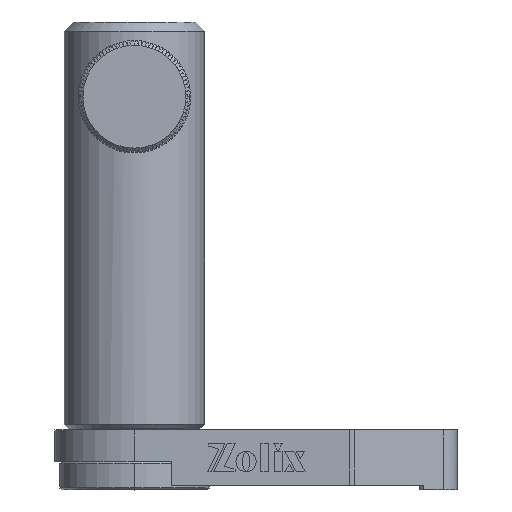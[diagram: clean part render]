
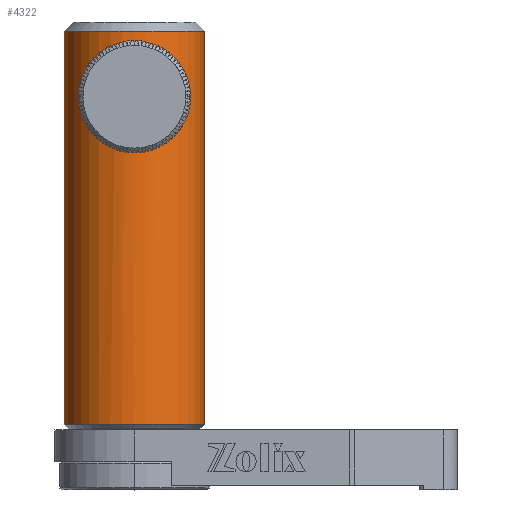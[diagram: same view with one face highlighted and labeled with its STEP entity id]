
A CAD part, top view. The second image highlights one B-rep face of the part: STEP entity #4322.
In plain terms, the highlighted cylindrical face has radius 7.5 mm (diameter 15 mm), a partial arc.
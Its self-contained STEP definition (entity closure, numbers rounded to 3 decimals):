
#577 = CARTESIAN_POINT ( 'NONE',  ( -0.552, 39.955, 7.484 ) ) ;
#614 = CARTESIAN_POINT ( 'NONE',  ( 0., 44.1, 7.5 ) ) ;
#657 = CARTESIAN_POINT ( 'NONE',  ( -1.054, 40.179, 7.426 ) ) ;
#790 = CARTESIAN_POINT ( 'NONE',  ( 0.68, 43.992, 7.47 ) ) ;
#809 = DIRECTION ( 'NONE',  ( 0., -1., 0. ) ) ;
#811 = CARTESIAN_POINT ( 'NONE',  ( -1.678, 43.291, 7.312 ) ) ;
#844 = DIRECTION ( 'NONE',  ( 0., -1., 0. ) ) ;
#941 = CARTESIAN_POINT ( 'NONE',  ( 0.546, 44.032, 7.481 ) ) ;
#976 = LINE ( 'NONE', #8286, #11075 ) ;
#1195 = CARTESIAN_POINT ( 'NONE',  ( 0., 7., 0. ) ) ;
#1788 = EDGE_CURVE ( 'NONE', #13469, #8712, #4781, .T. ) ;
#1825 = CARTESIAN_POINT ( 'NONE',  ( 2.086, 41.724, 7.204 ) ) ;
#1848 = CARTESIAN_POINT ( 'NONE',  ( -2.086, 41.722, 7.204 ) ) ;
#1880 = ORIENTED_EDGE ( 'NONE', *, *, #5066, .T. ) ;
#1981 = CARTESIAN_POINT ( 'NONE',  ( 0.138, 39.9, 7.5 ) ) ;
#2056 = CARTESIAN_POINT ( 'NONE',  ( 1.834, 43.059, 7.273 ) ) ;
#2828 = VERTEX_POINT ( 'NONE', #614 ) ;
#3194 = CARTESIAN_POINT ( 'NONE',  ( -2.033, 42.545, 7.219 ) ) ;
#3203 = AXIS2_PLACEMENT_3D ( 'NONE', #7029, #844, #8225 ) ;
#3228 = FACE_BOUND ( 'NONE', #7902, .T. ) ;
#3251 = CARTESIAN_POINT ( 'NONE',  ( 2.032, 42.547, 7.219 ) ) ;
#3271 = CARTESIAN_POINT ( 'NONE',  ( -0.934, 43.886, 7.443 ) ) ;
#3320 = CARTESIAN_POINT ( 'NONE',  ( 1.388, 40.418, 7.371 ) ) ;
#3396 = CARTESIAN_POINT ( 'NONE',  ( 1.389, 43.581, 7.371 ) ) ;
#3431 = DIRECTION ( 'NONE',  ( 0., -1., 0. ) ) ;
#3503 = EDGE_CURVE ( 'NONE', #2828, #10774, #4088, .T. ) ;
#4021 = EDGE_LOOP ( 'NONE', ( #6199, #1880, #11164, #6322 ) ) ;
#4088 = B_SPLINE_CURVE_WITH_KNOTS ( 'NONE', 3,
 ( #15334, #8026, #14290, #941, #790, #5698, #5475, #6975, #3396, #4584, #2056, #9139, #3251, #10642, #15257, #15480, #1825, #12875, #6671, #4437, #8174, #3320, #8103, #10338, #13025, #11525, #12949, #15187, #1981, #6898 ),
 .UNSPECIFIED., .F., .F.,
 ( 4, 2, 2, 2, 2, 2, 2, 2, 2, 2, 2, 2, 2, 2, 4 ),
 ( 0., 0., 0.001, 0.001, 0.002, 0.002, 0.003, 0.003, 0.004, 0.004, 0.005, 0.005, 0.006, 0.006, 0.007 ),
 .UNSPECIFIED. ) ;
#4232 = CARTESIAN_POINT ( 'NONE',  ( -1.885, 41.065, 7.259 ) ) ;
#4322 = ADVANCED_FACE ( 'NONE', ( #14039, #3228 ), #5757, .T. ) ;
#4384 = CARTESIAN_POINT ( 'NONE',  ( -1.992, 41.321, 7.231 ) ) ;
#4437 = CARTESIAN_POINT ( 'NONE',  ( 1.834, 40.94, 7.273 ) ) ;
#4530 = CARTESIAN_POINT ( 'NONE',  ( -0.931, 40.113, 7.443 ) ) ;
#4584 = CARTESIAN_POINT ( 'NONE',  ( 1.678, 43.292, 7.313 ) ) ;
#4608 = CIRCLE ( 'NONE', #4865, 7.5 ) ;
#4686 = CARTESIAN_POINT ( 'NONE',  ( -0.277, 44.086, 7.496 ) ) ;
#4781 = LINE ( 'NONE', #9632, #9303 ) ;
#4865 = AXIS2_PLACEMENT_3D ( 'NONE', #1195, #8423, #10892 ) ;
#4900 = EDGE_CURVE ( 'NONE', #12225, #9949, #976, .T. ) ;
#5019 = B_SPLINE_CURVE_WITH_KNOTS ( 'NONE', 3,
 ( #9165, #6614, #577, #4530, #657, #10433, #10281, #15128, #10515, #5501, #4232, #4384, #12741, #1848, #10361, #15208, #14010, #3194, #6842, #11695, #811, #15353, #9315, #14160, #3271, #12004, #13283, #4686, #15500, #10818 ),
 .UNSPECIFIED., .F., .F.,
 ( 4, 2, 2, 2, 2, 2, 2, 2, 2, 2, 2, 2, 2, 2, 4 ),
 ( 0.007, 0.007, 0.008, 0.008, 0.009, 0.009, 0.009, 0.01, 0.01, 0.011, 0.012, 0.012, 0.012, 0.013, 0.013 ),
 .UNSPECIFIED. ) ;
#5066 = EDGE_CURVE ( 'NONE', #12225, #13469, #14636, .T. ) ;
#5475 = CARTESIAN_POINT ( 'NONE',  ( 1.054, 43.822, 7.426 ) ) ;
#5501 = CARTESIAN_POINT ( 'NONE',  ( -1.821, 40.945, 7.276 ) ) ;
#5698 = CARTESIAN_POINT ( 'NONE',  ( 0.934, 43.886, 7.443 ) ) ;
#5757 = CYLINDRICAL_SURFACE ( 'NONE', #3203, 7.5 ) ;
#6199 = ORIENTED_EDGE ( 'NONE', *, *, #4900, .F. ) ;
#6265 = EDGE_CURVE ( 'NONE', #10774, #2828, #5019, .T. ) ;
#6322 = ORIENTED_EDGE ( 'NONE', *, *, #14775, .T. ) ;
#6614 = CARTESIAN_POINT ( 'NONE',  ( -0.274, 39.9, 7.5 ) ) ;
#6671 = CARTESIAN_POINT ( 'NONE',  ( 1.993, 41.323, 7.231 ) ) ;
#6842 = CARTESIAN_POINT ( 'NONE',  ( -1.992, 42.679, 7.231 ) ) ;
#6898 = CARTESIAN_POINT ( 'NONE',  ( 0.001, 39.9, 7.5 ) ) ;
#6972 = CARTESIAN_POINT ( 'NONE',  ( 7.5, 7., 0. ) ) ;
#6975 = CARTESIAN_POINT ( 'NONE',  ( 1.282, 43.669, 7.391 ) ) ;
#7029 = CARTESIAN_POINT ( 'NONE',  ( 0., 50., 0. ) ) ;
#7096 = ORIENTED_EDGE ( 'NONE', *, *, #6265, .T. ) ;
#7797 = AXIS2_PLACEMENT_3D ( 'NONE', #12817, #809, #14005 ) ;
#7902 = EDGE_LOOP ( 'NONE', ( #13062, #7096 ) ) ;
#8026 = CARTESIAN_POINT ( 'NONE',  ( 0.139, 44.1, 7.5 ) ) ;
#8103 = CARTESIAN_POINT ( 'NONE',  ( 1.283, 40.332, 7.39 ) ) ;
#8139 = CARTESIAN_POINT ( 'NONE',  ( 7.5, 49., 0. ) ) ;
#8174 = CARTESIAN_POINT ( 'NONE',  ( 1.679, 40.709, 7.312 ) ) ;
#8225 = DIRECTION ( 'NONE',  ( -1., 0., 0. ) ) ;
#8286 = CARTESIAN_POINT ( 'NONE',  ( 7.5, 50., 0. ) ) ;
#8296 = CARTESIAN_POINT ( 'NONE',  ( -7.5, 49., 0. ) ) ;
#8423 = DIRECTION ( 'NONE',  ( 0., 1., 0. ) ) ;
#8712 = VERTEX_POINT ( 'NONE', #12642 ) ;
#9139 = CARTESIAN_POINT ( 'NONE',  ( 1.991, 42.68, 7.231 ) ) ;
#9165 = CARTESIAN_POINT ( 'NONE',  ( 0.001, 39.9, 7.5 ) ) ;
#9303 = VECTOR ( 'NONE', #14484, 1000. ) ;
#9315 = CARTESIAN_POINT ( 'NONE',  ( -1.283, 43.668, 7.39 ) ) ;
#9632 = CARTESIAN_POINT ( 'NONE',  ( -7.5, 50., 0. ) ) ;
#9949 = VERTEX_POINT ( 'NONE', #6972 ) ;
#10281 = CARTESIAN_POINT ( 'NONE',  ( -1.387, 40.417, 7.371 ) ) ;
#10338 = CARTESIAN_POINT ( 'NONE',  ( 1.056, 40.18, 7.426 ) ) ;
#10361 = CARTESIAN_POINT ( 'NONE',  ( -2.1, 41.861, 7.2 ) ) ;
#10433 = CARTESIAN_POINT ( 'NONE',  ( -1.282, 40.331, 7.391 ) ) ;
#10515 = CARTESIAN_POINT ( 'NONE',  ( -1.669, 40.718, 7.312 ) ) ;
#10642 = CARTESIAN_POINT ( 'NONE',  ( 2.086, 42.276, 7.204 ) ) ;
#10774 = VERTEX_POINT ( 'NONE', #12984 ) ;
#10818 = CARTESIAN_POINT ( 'NONE',  ( 0., 44.1, 7.5 ) ) ;
#10892 = DIRECTION ( 'NONE',  ( 1., 0., 0. ) ) ;
#11075 = VECTOR ( 'NONE', #3431, 1000. ) ;
#11164 = ORIENTED_EDGE ( 'NONE', *, *, #1788, .T. ) ;
#11525 = CARTESIAN_POINT ( 'NONE',  ( 0.68, 40.008, 7.47 ) ) ;
#11695 = CARTESIAN_POINT ( 'NONE',  ( -1.834, 43.058, 7.273 ) ) ;
#12004 = CARTESIAN_POINT ( 'NONE',  ( -0.681, 43.991, 7.47 ) ) ;
#12225 = VERTEX_POINT ( 'NONE', #8139 ) ;
#12642 = CARTESIAN_POINT ( 'NONE',  ( -7.5, 7., 0. ) ) ;
#12741 = CARTESIAN_POINT ( 'NONE',  ( -2.032, 41.453, 7.22 ) ) ;
#12817 = CARTESIAN_POINT ( 'NONE',  ( 0., 49., 0. ) ) ;
#12875 = CARTESIAN_POINT ( 'NONE',  ( 2.032, 41.454, 7.219 ) ) ;
#12949 = CARTESIAN_POINT ( 'NONE',  ( 0.549, 39.968, 7.481 ) ) ;
#12984 = CARTESIAN_POINT ( 'NONE',  ( 0.001, 39.9, 7.5 ) ) ;
#13025 = CARTESIAN_POINT ( 'NONE',  ( 0.933, 40.114, 7.443 ) ) ;
#13062 = ORIENTED_EDGE ( 'NONE', *, *, #3503, .T. ) ;
#13283 = CARTESIAN_POINT ( 'NONE',  ( -0.547, 44.032, 7.481 ) ) ;
#13469 = VERTEX_POINT ( 'NONE', #8296 ) ;
#14005 = DIRECTION ( 'NONE',  ( 1., 0., 0. ) ) ;
#14010 = CARTESIAN_POINT ( 'NONE',  ( -2.087, 42.274, 7.204 ) ) ;
#14039 = FACE_OUTER_BOUND ( 'NONE', #4021, .T. ) ;
#14160 = CARTESIAN_POINT ( 'NONE',  ( -1.055, 43.821, 7.426 ) ) ;
#14290 = CARTESIAN_POINT ( 'NONE',  ( 0.277, 44.086, 7.496 ) ) ;
#14484 = DIRECTION ( 'NONE',  ( 0., -1., 0. ) ) ;
#14636 = CIRCLE ( 'NONE', #7797, 7.5 ) ;
#14775 = EDGE_CURVE ( 'NONE', #8712, #9949, #4608, .T. ) ;
#15128 = CARTESIAN_POINT ( 'NONE',  ( -1.581, 40.611, 7.332 ) ) ;
#15187 = CARTESIAN_POINT ( 'NONE',  ( 0.278, 39.914, 7.496 ) ) ;
#15208 = CARTESIAN_POINT ( 'NONE',  ( -2.1, 42.138, 7.2 ) ) ;
#15257 = CARTESIAN_POINT ( 'NONE',  ( 2.1, 42.139, 7.2 ) ) ;
#15334 = CARTESIAN_POINT ( 'NONE',  ( 0., 44.1, 7.5 ) ) ;
#15353 = CARTESIAN_POINT ( 'NONE',  ( -1.39, 43.58, 7.371 ) ) ;
#15480 = CARTESIAN_POINT ( 'NONE',  ( 2.1, 41.864, 7.2 ) ) ;
#15500 = CARTESIAN_POINT ( 'NONE',  ( -0.139, 44.1, 7.5 ) ) ;
